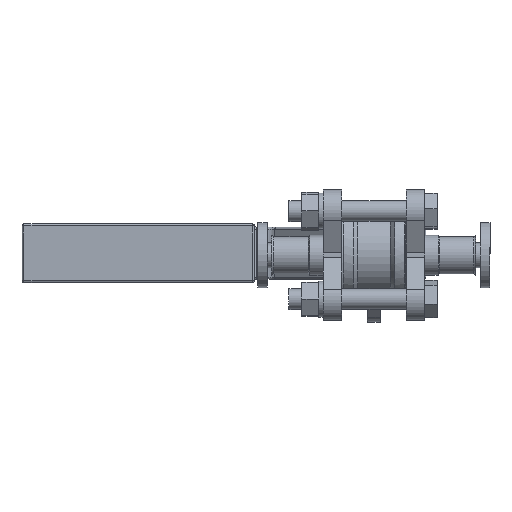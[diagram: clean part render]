
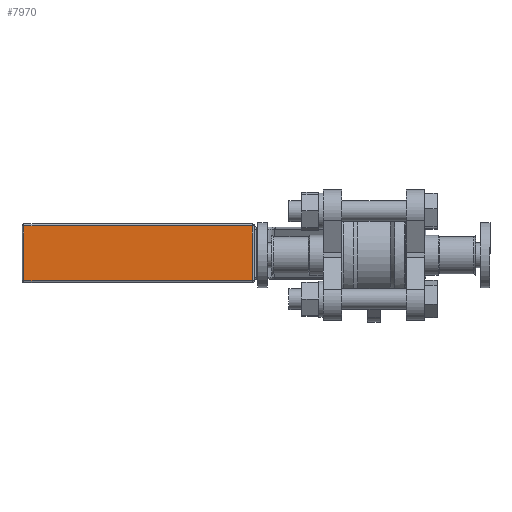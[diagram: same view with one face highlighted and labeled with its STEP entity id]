
A CAD part, front view. The second image highlights one B-rep face of the part: STEP entity #7970.
In plain terms, the highlighted planar face has unit normal (0, -1, 0).
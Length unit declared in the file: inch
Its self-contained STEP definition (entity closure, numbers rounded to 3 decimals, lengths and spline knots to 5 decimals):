
#339=PLANE('',#8884);
#761=FACE_OUTER_BOUND('',#1289,.T.);
#1289=EDGE_LOOP('',(#6866,#6867,#6868,#6869));
#2420=LINE('',#13711,#3037);
#2421=LINE('',#13716,#3038);
#2455=LINE('',#13858,#3072);
#2456=LINE('',#13860,#3073);
#3037=VECTOR('',#10938,0.3937);
#3038=VECTOR('',#10945,0.3937);
#3072=VECTOR('',#11117,0.3937);
#3073=VECTOR('',#11120,0.3937);
#3779=VERTEX_POINT('',#13708);
#3780=VERTEX_POINT('',#13710);
#3781=VERTEX_POINT('',#13715);
#3820=VERTEX_POINT('',#13856);
#4809=EDGE_CURVE('',#3779,#3780,#2420,.T.);
#4812=EDGE_CURVE('',#3780,#3781,#2421,.T.);
#4884=EDGE_CURVE('',#3781,#3820,#2455,.T.);
#4885=EDGE_CURVE('',#3820,#3779,#2456,.T.);
#6866=ORIENTED_EDGE('',*,*,#4885,.F.);
#6867=ORIENTED_EDGE('',*,*,#4884,.F.);
#6868=ORIENTED_EDGE('',*,*,#4812,.F.);
#6869=ORIENTED_EDGE('',*,*,#4809,.F.);
#7970=ADVANCED_FACE('',(#761),#339,.T.);
#8884=AXIS2_PLACEMENT_3D('',#13859,#11118,#11119);
#10938=DIRECTION('',(-1.,0.,0.));
#10945=DIRECTION('',(0.,0.,1.));
#11117=DIRECTION('',(1.,0.,0.));
#11118=DIRECTION('center_axis',(0.,-1.,0.));
#11119=DIRECTION('ref_axis',(-1.,0.,0.));
#11120=DIRECTION('',(0.,0.,-1.));
#13708=CARTESIAN_POINT('',(-3.1552,2.38248,-0.05097));
#13710=CARTESIAN_POINT('',(-6.5952,2.38248,-0.05097));
#13711=CARTESIAN_POINT('',(-4.0002,2.38248,-0.05097));
#13715=CARTESIAN_POINT('',(-6.5952,2.38248,0.77403));
#13716=CARTESIAN_POINT('',(-6.5952,2.38248,0.75403));
#13856=CARTESIAN_POINT('',(-3.1552,2.38248,0.77403));
#13858=CARTESIAN_POINT('',(-4.0002,2.38248,0.77403));
#13859=CARTESIAN_POINT('Origin',(-3.1252,2.38248,0.75403));
#13860=CARTESIAN_POINT('',(-3.1552,2.38248,0.75403));
